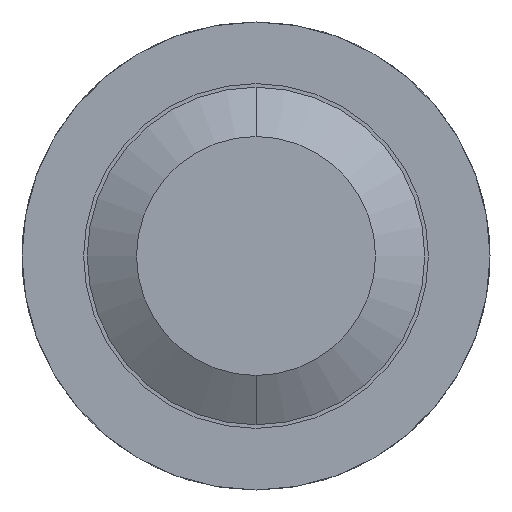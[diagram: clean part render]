
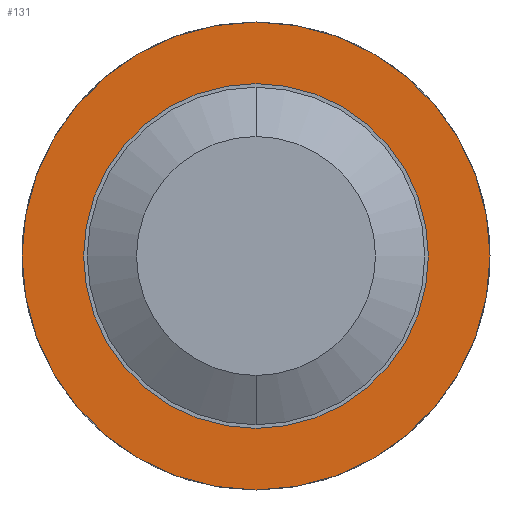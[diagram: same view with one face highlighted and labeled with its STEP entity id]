
A CAD part, front view. The second image highlights one B-rep face of the part: STEP entity #131.
In plain terms, the highlighted planar face has unit normal (0, -1, 0).
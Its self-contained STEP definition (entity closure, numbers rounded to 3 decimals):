
#131 = ADVANCED_FACE ( 'Defeature ausgef�hrt3_16', ( #1143, #744 ), #1429, .F. ) ;
#356 = EDGE_LOOP ( 'NONE', ( #3039, #3666 ) ) ;
#376 = CARTESIAN_POINT ( 'NONE',  ( 0., -2.5, 0.685 ) ) ;
#506 = AXIS2_PLACEMENT_3D ( 'NONE', #1172, #3434, #3168 ) ;
#529 = VERTEX_POINT ( 'NONE', #1138 ) ;
#744 = FACE_BOUND ( 'NONE', #356, .T. ) ;
#833 = CARTESIAN_POINT ( 'NONE',  ( 0., -2.5, 0. ) ) ;
#894 = CIRCLE ( 'NONE', #1973, 0.95 ) ;
#910 = CARTESIAN_POINT ( 'NONE',  ( 0., -2.5, 0. ) ) ;
#972 = EDGE_CURVE ( 'Defeature ausgef�hrt3_15+Defeature ausgef�hrt3_16+Defeature ausgef�hrt3_16+Defeature ausgef�hrt3_16', #2701, #529, #3049, .T. ) ;
#1037 = VERTEX_POINT ( 'NONE', #376 ) ;
#1061 = ORIENTED_EDGE ( 'NONE', *, *, #1771, .F. ) ;
#1128 = DIRECTION ( 'NONE',  ( 0., 1., 0. ) ) ;
#1138 = CARTESIAN_POINT ( 'NONE',  ( 0., -2.5, -0.95 ) ) ;
#1141 = EDGE_LOOP ( 'NONE', ( #1300, #1061 ) ) ;
#1142 = DIRECTION ( 'NONE',  ( 0., 0., 1. ) ) ;
#1143 = FACE_OUTER_BOUND ( 'NONE', #1141, .T. ) ;
#1172 = CARTESIAN_POINT ( 'NONE',  ( 0., -2.5, 0. ) ) ;
#1266 = EDGE_CURVE ( 'Defeature ausgef�hrt3_16+Defeature ausgef�hrt3_10+Defeature ausgef�hrt3_10+Defeature ausgef�hrt3_10', #1037, #3231, #2097, .T. ) ;
#1300 = ORIENTED_EDGE ( 'NONE', *, *, #972, .F. ) ;
#1408 = CARTESIAN_POINT ( 'NONE',  ( 0., -2.5, -0.685 ) ) ;
#1429 = PLANE ( 'NONE',  #3489 ) ;
#1441 = AXIS2_PLACEMENT_3D ( 'NONE', #833, #1128, #3105 ) ;
#1672 = CARTESIAN_POINT ( 'NONE',  ( 0., -2.5, 0.95 ) ) ;
#1715 = DIRECTION ( 'NONE',  ( 0., 0., 1. ) ) ;
#1726 = DIRECTION ( 'NONE',  ( 0., 1., 0. ) ) ;
#1771 = EDGE_CURVE ( 'Defeature ausgef�hrt3_15+Defeature ausgef�hrt3_16+Defeature ausgef�hrt3_16+Defeature ausgef�hrt3_16', #529, #2701, #894, .T. ) ;
#1887 = EDGE_CURVE ( 'Defeature ausgef�hrt3_16+Defeature ausgef�hrt3_10+Defeature ausgef�hrt3_10+Defeature ausgef�hrt3_10', #3231, #1037, #2481, .T. ) ;
#1973 = AXIS2_PLACEMENT_3D ( 'NONE', #3386, #3667, #1142 ) ;
#2097 = CIRCLE ( 'NONE', #1441, 0.685 ) ;
#2481 = CIRCLE ( 'NONE', #506, 0.685 ) ;
#2701 = VERTEX_POINT ( 'NONE', #1672 ) ;
#3039 = ORIENTED_EDGE ( 'NONE', *, *, #1266, .T. ) ;
#3049 = CIRCLE ( 'NONE', #3085, 0.95 ) ;
#3085 = AXIS2_PLACEMENT_3D ( 'NONE', #910, #3358, #3089 ) ;
#3089 = DIRECTION ( 'NONE',  ( 0., 0., 1. ) ) ;
#3105 = DIRECTION ( 'NONE',  ( 0., 0., 1. ) ) ;
#3168 = DIRECTION ( 'NONE',  ( 0., 0., 1. ) ) ;
#3231 = VERTEX_POINT ( 'NONE', #1408 ) ;
#3358 = DIRECTION ( 'NONE',  ( 0., 1., 0. ) ) ;
#3386 = CARTESIAN_POINT ( 'NONE',  ( 0., -2.5, 0. ) ) ;
#3393 = CARTESIAN_POINT ( 'NONE',  ( 0.95, -2.5, 0. ) ) ;
#3434 = DIRECTION ( 'NONE',  ( 0., 1., 0. ) ) ;
#3489 = AXIS2_PLACEMENT_3D ( 'NONE', #3393, #1726, #1715 ) ;
#3666 = ORIENTED_EDGE ( 'NONE', *, *, #1887, .T. ) ;
#3667 = DIRECTION ( 'NONE',  ( 0., 1., 0. ) ) ;
